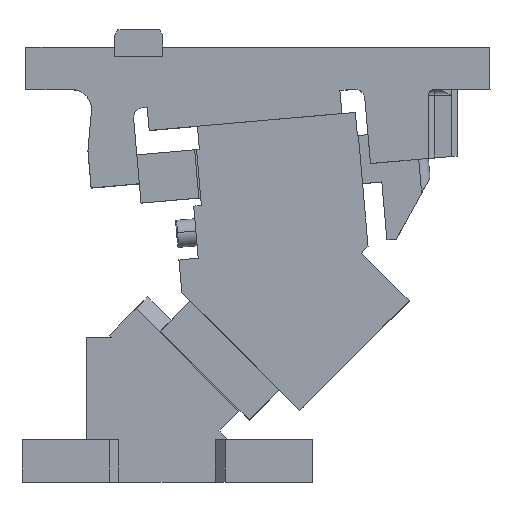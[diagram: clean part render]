
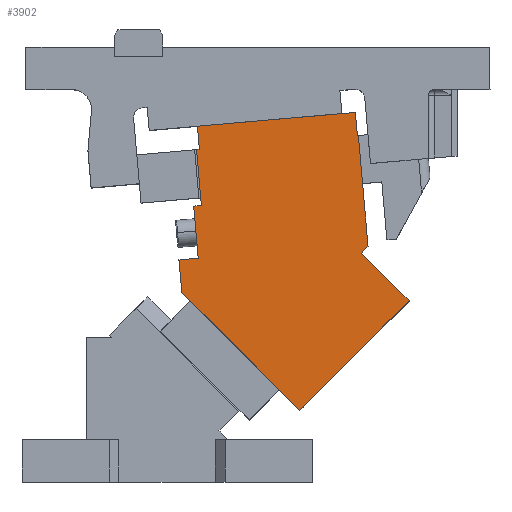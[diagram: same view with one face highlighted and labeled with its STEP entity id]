
A CAD part, top view. The second image highlights one B-rep face of the part: STEP entity #3902.
In plain terms, the highlighted planar face has unit normal (0, 0, 1).
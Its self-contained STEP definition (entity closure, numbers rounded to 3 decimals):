
#2808=CARTESIAN_POINT('Vertex',(-29.816,-58.96,70.)) ;
#2811=CARTESIAN_POINT('Line Origine',(-60.279,-28.497,70.)) ;
#2815=CARTESIAN_POINT('Vertex',(-90.742,1.966,70.)) ;
#3103=CARTESIAN_POINT('Vertex',(0.03,83.13,70.)) ;
#3106=CARTESIAN_POINT('Line Origine',(0.279,83.152,70.)) ;
#3110=CARTESIAN_POINT('Vertex',(0.528,83.174,70.)) ;
#3372=CARTESIAN_POINT('Vertex',(-81.658,75.984,70.)) ;
#3375=CARTESIAN_POINT('Line Origine',(-82.181,81.961,70.)) ;
#3379=CARTESIAN_POINT('Vertex',(-82.704,87.938,70.)) ;
#3406=CARTESIAN_POINT('Vertex',(-83.152,75.853,70.)) ;
#3409=CARTESIAN_POINT('Line Origine',(-82.405,75.918,70.)) ;
#3493=CARTESIAN_POINT('Vertex',(-80.625,46.963,70.)) ;
#3496=CARTESIAN_POINT('Line Origine',(-81.889,61.408,70.)) ;
#3523=CARTESIAN_POINT('Vertex',(-84.61,46.615,70.)) ;
#3526=CARTESIAN_POINT('Line Origine',(-82.617,46.789,70.)) ;
#3547=CARTESIAN_POINT('Vertex',(-82.257,19.717,70.)) ;
#3550=CARTESIAN_POINT('Line Origine',(-83.433,33.166,70.)) ;
#3579=CARTESIAN_POINT('Vertex',(-92.218,18.846,70.)) ;
#3582=CARTESIAN_POINT('Line Origine',(-87.238,19.282,70.)) ;
#3599=CARTESIAN_POINT('Line Origine',(-91.48,10.406,70.)) ;
#3651=CARTESIAN_POINT('Vertex',(2.004,22.357,70.)) ;
#3654=CARTESIAN_POINT('Line Origine',(14.378,9.983,70.)) ;
#3658=CARTESIAN_POINT('Vertex',(26.753,-2.391,70.)) ;
#3682=CARTESIAN_POINT('Vertex',(5.539,25.893,70.)) ;
#3685=CARTESIAN_POINT('Line Origine',(3.772,24.125,70.)) ;
#3769=CARTESIAN_POINT('Line Origine',(3.034,54.533,70.)) ;
#3840=CARTESIAN_POINT('Vertex',(-1.016,95.085,70.)) ;
#3843=CARTESIAN_POINT('Line Origine',(-0.493,89.108,70.)) ;
#3863=CARTESIAN_POINT('Line Origine',(-41.86,91.511,70.)) ;
#3875=CARTESIAN_POINT('Axis2P3D Location',(-54.565,-34.211,70.)) ;
#3880=CARTESIAN_POINT('Line Origine',(-1.532,-30.676,70.)) ;
#2812=DIRECTION('Vector Direction',(-0.707,0.707,0.)) ;
#3107=DIRECTION('Vector Direction',(-0.996,-0.087,0.)) ;
#3376=DIRECTION('Vector Direction',(0.087,-0.996,0.)) ;
#3410=DIRECTION('Vector Direction',(-0.996,-0.087,0.)) ;
#3497=DIRECTION('Vector Direction',(0.087,-0.996,0.)) ;
#3527=DIRECTION('Vector Direction',(-0.996,-0.087,0.)) ;
#3551=DIRECTION('Vector Direction',(0.087,-0.996,0.)) ;
#3583=DIRECTION('Vector Direction',(-0.996,-0.087,0.)) ;
#3600=DIRECTION('Vector Direction',(0.087,-0.996,0.)) ;
#3655=DIRECTION('Vector Direction',(-0.707,0.707,0.)) ;
#3686=DIRECTION('Vector Direction',(-0.707,-0.707,0.)) ;
#3770=DIRECTION('Vector Direction',(-0.087,0.996,0.)) ;
#3844=DIRECTION('Vector Direction',(0.087,-0.996,0.)) ;
#3864=DIRECTION('Vector Direction',(-0.996,-0.087,0.)) ;
#3876=DIRECTION('Axis2P3D Direction',(-0.,0.,1.)) ;
#3877=DIRECTION('Axis2P3D XDirection',(0.866,-0.5,0.)) ;
#3881=DIRECTION('Vector Direction',(-0.707,-0.707,0.)) ;
#3878=AXIS2_PLACEMENT_3D('Plane Axis2P3D',#3875,#3876,#3877) ;
#3886=ORIENTED_EDGE('',*,*,#3586,.T.) ;
#3887=ORIENTED_EDGE('',*,*,#3603,.T.) ;
#3888=ORIENTED_EDGE('',*,*,#2817,.F.) ;
#3889=ORIENTED_EDGE('',*,*,#3884,.F.) ;
#3890=ORIENTED_EDGE('',*,*,#3660,.T.) ;
#3891=ORIENTED_EDGE('',*,*,#3689,.F.) ;
#3892=ORIENTED_EDGE('',*,*,#3773,.T.) ;
#3893=ORIENTED_EDGE('',*,*,#3112,.T.) ;
#3894=ORIENTED_EDGE('',*,*,#3847,.F.) ;
#3895=ORIENTED_EDGE('',*,*,#3867,.T.) ;
#3896=ORIENTED_EDGE('',*,*,#3381,.T.) ;
#3897=ORIENTED_EDGE('',*,*,#3413,.T.) ;
#3898=ORIENTED_EDGE('',*,*,#3500,.T.) ;
#3899=ORIENTED_EDGE('',*,*,#3530,.T.) ;
#3900=ORIENTED_EDGE('',*,*,#3554,.T.) ;
#2813=VECTOR('Line Direction',#2812,1.) ;
#3108=VECTOR('Line Direction',#3107,1.) ;
#3377=VECTOR('Line Direction',#3376,1.) ;
#3411=VECTOR('Line Direction',#3410,1.) ;
#3498=VECTOR('Line Direction',#3497,1.) ;
#3528=VECTOR('Line Direction',#3527,1.) ;
#3552=VECTOR('Line Direction',#3551,1.) ;
#3584=VECTOR('Line Direction',#3583,1.) ;
#3601=VECTOR('Line Direction',#3600,1.) ;
#3656=VECTOR('Line Direction',#3655,1.) ;
#3687=VECTOR('Line Direction',#3686,1.) ;
#3771=VECTOR('Line Direction',#3770,1.) ;
#3845=VECTOR('Line Direction',#3844,1.) ;
#3865=VECTOR('Line Direction',#3864,1.) ;
#3882=VECTOR('Line Direction',#3881,1.) ;
#3902=ADVANCED_FACE('CAM SLIDER',(#3901),#3879,.T.) ;
#2817=EDGE_CURVE('',#2809,#2816,#2814,.T.) ;
#3112=EDGE_CURVE('',#3111,#3104,#3109,.T.) ;
#3381=EDGE_CURVE('',#3380,#3373,#3378,.T.) ;
#3413=EDGE_CURVE('',#3373,#3407,#3412,.T.) ;
#3500=EDGE_CURVE('',#3407,#3494,#3499,.T.) ;
#3530=EDGE_CURVE('',#3494,#3524,#3529,.T.) ;
#3554=EDGE_CURVE('',#3524,#3548,#3553,.T.) ;
#3586=EDGE_CURVE('',#3548,#3580,#3585,.T.) ;
#3603=EDGE_CURVE('',#3580,#2816,#3602,.T.) ;
#3660=EDGE_CURVE('',#3659,#3652,#3657,.T.) ;
#3689=EDGE_CURVE('',#3683,#3652,#3688,.T.) ;
#3773=EDGE_CURVE('',#3683,#3111,#3772,.T.) ;
#3847=EDGE_CURVE('',#3841,#3104,#3846,.T.) ;
#3867=EDGE_CURVE('',#3841,#3380,#3866,.T.) ;
#3884=EDGE_CURVE('',#3659,#2809,#3883,.T.) ;
#3885=EDGE_LOOP('',(#3886,#3887,#3888,#3889,#3890,#3891,#3892,#3893,#3894,#3895,#3896,#3897,#3898,#3899,#3900)) ;
#3901=FACE_OUTER_BOUND('',#3885,.T.) ;
#2814=LINE('Line',#2811,#2813) ;
#3109=LINE('Line',#3106,#3108) ;
#3378=LINE('Line',#3375,#3377) ;
#3412=LINE('Line',#3409,#3411) ;
#3499=LINE('Line',#3496,#3498) ;
#3529=LINE('Line',#3526,#3528) ;
#3553=LINE('Line',#3550,#3552) ;
#3585=LINE('Line',#3582,#3584) ;
#3602=LINE('Line',#3599,#3601) ;
#3657=LINE('Line',#3654,#3656) ;
#3688=LINE('Line',#3685,#3687) ;
#3772=LINE('Line',#3769,#3771) ;
#3846=LINE('Line',#3843,#3845) ;
#3866=LINE('Line',#3863,#3865) ;
#3883=LINE('Line',#3880,#3882) ;
#3879=PLANE('Plane',#3878) ;
#2809=VERTEX_POINT('',#2808) ;
#2816=VERTEX_POINT('',#2815) ;
#3104=VERTEX_POINT('',#3103) ;
#3111=VERTEX_POINT('',#3110) ;
#3373=VERTEX_POINT('',#3372) ;
#3380=VERTEX_POINT('',#3379) ;
#3407=VERTEX_POINT('',#3406) ;
#3494=VERTEX_POINT('',#3493) ;
#3524=VERTEX_POINT('',#3523) ;
#3548=VERTEX_POINT('',#3547) ;
#3580=VERTEX_POINT('',#3579) ;
#3652=VERTEX_POINT('',#3651) ;
#3659=VERTEX_POINT('',#3658) ;
#3683=VERTEX_POINT('',#3682) ;
#3841=VERTEX_POINT('',#3840) ;
